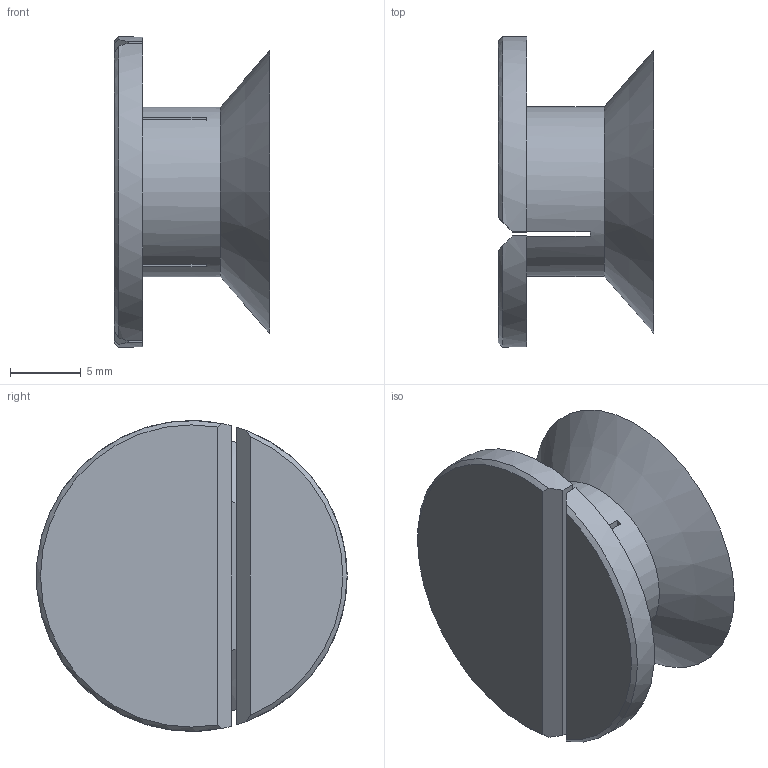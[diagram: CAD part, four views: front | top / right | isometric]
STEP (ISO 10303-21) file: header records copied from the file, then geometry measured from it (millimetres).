
FILE_DESCRIPTION(/* description */ (''),/* implementation_level */ '2;1');
FILE_NAME(/* name */ 'PullingWheel.stp',/* time_stamp */ '2019-04-01T13:07:54+02:00',/* author */ ('janbe'),/* organization */ (''),/* preprocessor_version */ 'ST-DEVELOPER v17',/* originating_system */ 'Autodesk Inventor 2019',/* authorisation */ '');
FILE_SCHEMA (('AUTOMOTIVE_DESIGN { 1 0 10303 214 3 1 1 }'));
Length unit declared in the file: millimetre
Products named in the file (1): PullingWheel
Bounding box: 11 x 21.96 x 21.99 mm (x, y, z)
Volume: 1907.7 mm3; surface area: 1834.7 mm2
Topology: 1 solids, 1 shells, 22 faces, 59 edges, 40 vertices
Faces by surface type: plane 15, cylinder 4, cone 3
Full cylindrical faces by diameter (mm): 5.35 x1, 12 x1
Entity records: 740 total; most frequent: CARTESIAN_POINT 130, DIRECTION 127, ORIENTED_EDGE 118, EDGE_CURVE 59, AXIS2_PLACEMENT_3D 49, VERTEX_POINT 40, LINE 29, VECTOR 29
